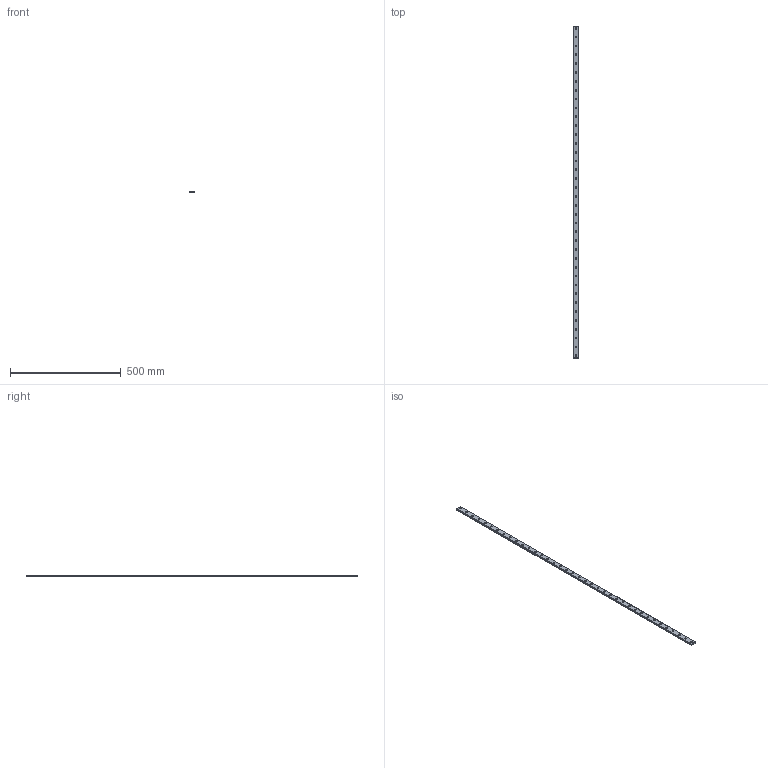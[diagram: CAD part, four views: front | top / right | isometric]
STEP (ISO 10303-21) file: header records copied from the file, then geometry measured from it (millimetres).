
FILE_DESCRIPTION(('STEP AP214'),'1');
FILE_NAME('cctmp_DBEB6669-66DD-4146-9AEF-C6E67F1EE8D6_2021_02_23_22_03_18_0498..stp','2021-02-23T21:03:18',('HIWIN GmbH'),('CADClick - www.CADClick.com'),'Spatial InterOp 3D',' ','unknown authorization');
FILE_SCHEMA(('AUTOMOTIVE_DESIGN'));
Length unit declared in the file: millimetre
Products named in the file (1): MGWR12R1500CM_FILE
Bounding box: 24 x 1500 x 8.5 mm (x, y, z)
Volume: 289201.9 mm3; surface area: 111833.1 mm2
Topology: 1 solids, 1 shells, 437 faces, 951 edges, 634 vertices
Faces by surface type: cylinder 244, plane 193
Entity records: 15673 total; most frequent: DIRECTION 2315, CARTESIAN_POINT 2023, ORIENTED_EDGE 1902, EDGE_CURVE 951, AXIS2_PLACEMENT_3D 926, VERTEX_POINT 634, EDGE_LOOP 555, CIRCLE 488
